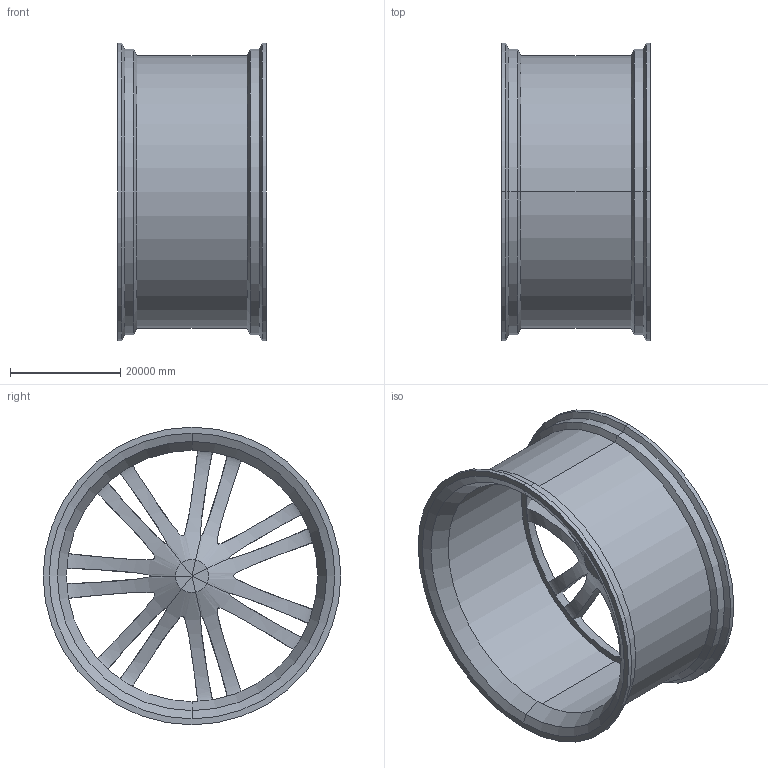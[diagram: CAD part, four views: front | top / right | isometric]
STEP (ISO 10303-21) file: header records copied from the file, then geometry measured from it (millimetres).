
FILE_DESCRIPTION(('Open CASCADE Model'),'2;1');
FILE_NAME('Open CASCADE Shape Model','2023-08-16T13:33:33',('Author'),( 'Open CASCADE'),'Open CASCADE STEP processor 7.5','Open CASCADE 7.5' ,'Unknown');
FILE_SCHEMA(('AUTOMOTIVE_DESIGN { 1 0 10303 214 1 1 1 1 }'));
Length unit declared in the file: metre
Products named in the file (9): Open CASCADE STEP translator 7.5 2; Open CASCADE STEP translator 7.5 2.1; Open CASCADE STEP translator 7.5 2.2; Open CASCADE STEP translator 7.5 2.3; Open CASCADE STEP translator 7.5 2.4; Open CASCADE STEP translator 7.5 2.5; Open CASCADE STEP translator 7.5 2.6; Open CASCADE STEP translator 7.5 2.7; Open CASCADE STEP translator 7.5 2.8
Assembly tree (8 placements, depth 2):
  Open CASCADE STEP translator 7.5 2
    Open CASCADE STEP translator 7.5 2.1
    Open CASCADE STEP translator 7.5 2.2
    Open CASCADE STEP translator 7.5 2.3
    Open CASCADE STEP translator 7.5 2.4
    Open CASCADE STEP translator 7.5 2.5
    Open CASCADE STEP translator 7.5 2.6
    Open CASCADE STEP translator 7.5 2.7
    Open CASCADE STEP translator 7.5 2.8
Bounding box: 27000 x 54000 x 54000 mm (x, y, z)
Volume: 7200455395436.3 mm3; surface area: 14026801419.7 mm2
Topology: 8 solids, 8 shells, 165 faces, 512 edges, 351 vertices
Faces by surface type: bspline 56, plane 39, cone 30, cylinder 26, revolution 14
Entity records: 42021 total; most frequent: CARTESIAN_POINT 33985, ORIENTED_EDGE 968, PCURVE 968, DEFINITIONAL_REPRESENTATION 968, DIRECTION 896, B_SPLINE_CURVE_WITH_KNOTS 869, EDGE_CURVE 484, SURFACE_CURVE 484
